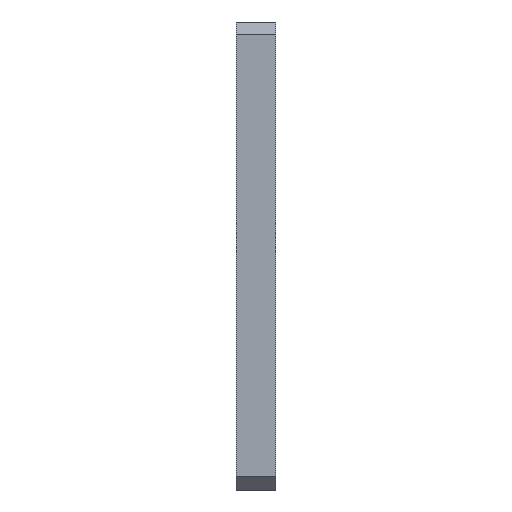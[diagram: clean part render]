
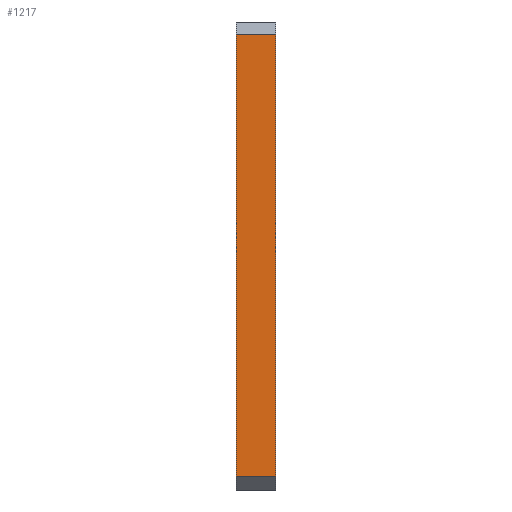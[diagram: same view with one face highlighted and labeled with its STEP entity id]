
A CAD part, left-side view. The second image highlights one B-rep face of the part: STEP entity #1217.
In plain terms, the highlighted planar face has unit normal (-1, 0, 0).
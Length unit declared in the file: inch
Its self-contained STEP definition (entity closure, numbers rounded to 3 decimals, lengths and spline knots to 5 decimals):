
#127=FACE_OUTER_BOUND('',#209,.T.);
#209=EDGE_LOOP('',(#999,#1000,#1001,#1002));
#289=LINE('',#1765,#417);
#347=LINE('',#1917,#475);
#376=LINE('',#1989,#504);
#377=LINE('',#1991,#505);
#417=VECTOR('',#1409,0.3937);
#475=VECTOR('',#1509,0.3937);
#504=VECTOR('',#1588,0.3937);
#505=VECTOR('',#1591,0.3937);
#546=VERTEX_POINT('',#1762);
#547=VERTEX_POINT('',#1764);
#619=VERTEX_POINT('',#1914);
#620=VERTEX_POINT('',#1916);
#668=EDGE_CURVE('',#546,#547,#289,.T.);
#744=EDGE_CURVE('',#619,#620,#347,.T.);
#784=EDGE_CURVE('',#547,#619,#376,.T.);
#785=EDGE_CURVE('',#620,#546,#377,.T.);
#999=ORIENTED_EDGE('',*,*,#784,.F.);
#1000=ORIENTED_EDGE('',*,*,#668,.F.);
#1001=ORIENTED_EDGE('',*,*,#785,.F.);
#1002=ORIENTED_EDGE('',*,*,#744,.F.);
#1171=PLANE('',#1323);
#1217=ADVANCED_FACE('',(#127),#1171,.T.);
#1323=AXIS2_PLACEMENT_3D('',#1990,#1589,#1590);
#1409=DIRECTION('',(0.,0.,-1.));
#1509=DIRECTION('',(0.,0.,1.));
#1588=DIRECTION('',(0.,1.,0.));
#1589=DIRECTION('center_axis',(-1.,0.,0.));
#1590=DIRECTION('ref_axis',(0.,0.,1.));
#1591=DIRECTION('',(0.,-1.,0.));
#1762=CARTESIAN_POINT('',(-4.25,0.,2.125));
#1764=CARTESIAN_POINT('',(-4.25,0.,-2.125));
#1765=CARTESIAN_POINT('',(-4.25,0.,2.25));
#1914=CARTESIAN_POINT('',(-4.25,0.375,-2.125));
#1916=CARTESIAN_POINT('',(-4.25,0.375,2.125));
#1917=CARTESIAN_POINT('',(-4.25,0.375,2.25));
#1989=CARTESIAN_POINT('',(-4.25,0.,-2.125));
#1990=CARTESIAN_POINT('Origin',(-4.25,0.,-2.25));
#1991=CARTESIAN_POINT('',(-4.25,0.,2.125));
